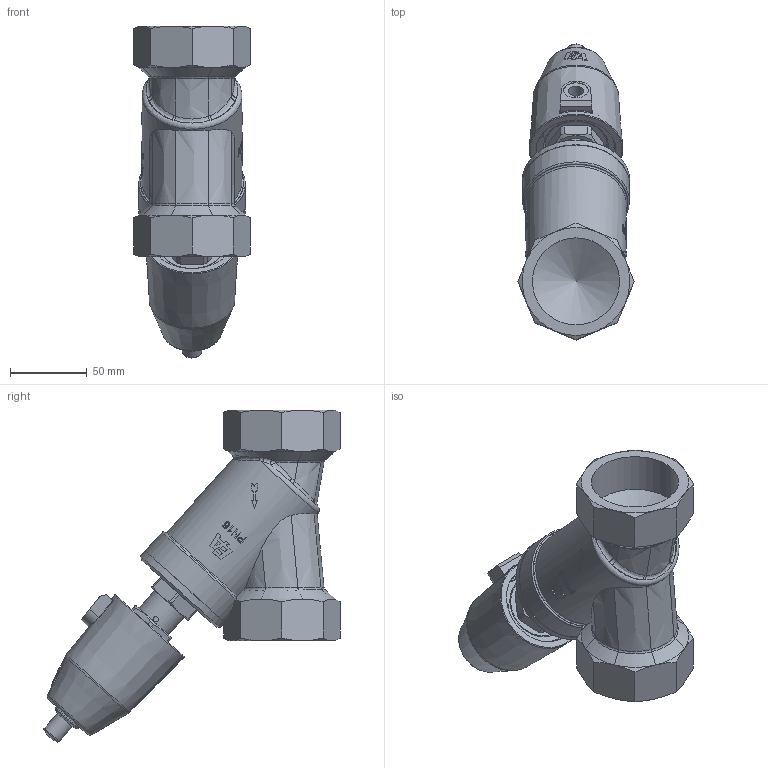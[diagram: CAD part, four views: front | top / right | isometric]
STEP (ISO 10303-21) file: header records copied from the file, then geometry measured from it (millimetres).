
FILE_DESCRIPTION(/* description */ ('DG2D1211050'),/* implementation_level */ '2;1');
FILE_NAME(/* name */ 'DG2D1221050_OS.stp',/* time_stamp */ '2022-01-27T07:44:35+01:00',/* author */ ('hois'),/* organization */ (''),/* preprocessor_version */ 'ST-DEVELOPER v18.1',/* originating_system */ 'Autodesk Inventor 2020',/* authorisation */ '');
FILE_SCHEMA (('AUTOMOTIVE_DESIGN { 1 0 10303 214 3 1 1 }'));
Length unit declared in the file: millimetre
Products named in the file (7): DG2D1211050; GGS0050.26.0033-GM; ETG0050.13.0103; DER0520.06.0032; SZY0500.17.0142; DIN0472-56x2; VST1415.08.0023
Assembly tree (6 placements, depth 2):
  DG2D1211050
    GGS0050.26.0033-GM
    ETG0050.13.0103
    DER0520.06.0032
    SZY0500.17.0142
    DIN0472-56x2
    VST1415.08.0023
Bounding box: 75.77 x 192.64 x 215.92 mm (x, y, z)
Volume: 596614.4 mm3; surface area: 123340.8 mm2
Topology: 6 solids, 6 shells, 529 faces, 1399 edges, 918 vertices
Faces by surface type: plane 228, bspline 135, cylinder 87, cone 58, torus 20, sphere 1
Full cylindrical faces by diameter (mm): 1.5 x1, 2.5 x2, 3.5 x1, 8.7 x1, 9.8 x1, 11 x1, 12 x2, 12.376 x1, 13 x1, 14 x2, 16 x1, 20 x1, 23.5 x1, 24.5 x1, 25.5 x1, 26 x1, 50 x1, 51 x1, 52 x3, 55.5 x1, 56.61 x1, 56.656 x3, 59.61 x1, 61 x2, 65 x1, 70 x1
Entity records: 20370 total; most frequent: CARTESIAN_POINT 7656, ORIENTED_EDGE 2792, DIRECTION 2399, EDGE_CURVE 1396, AXIS2_PLACEMENT_3D 988, VERTEX_POINT 918, EDGE_LOOP 584, FACE_OUTER_BOUND 529
